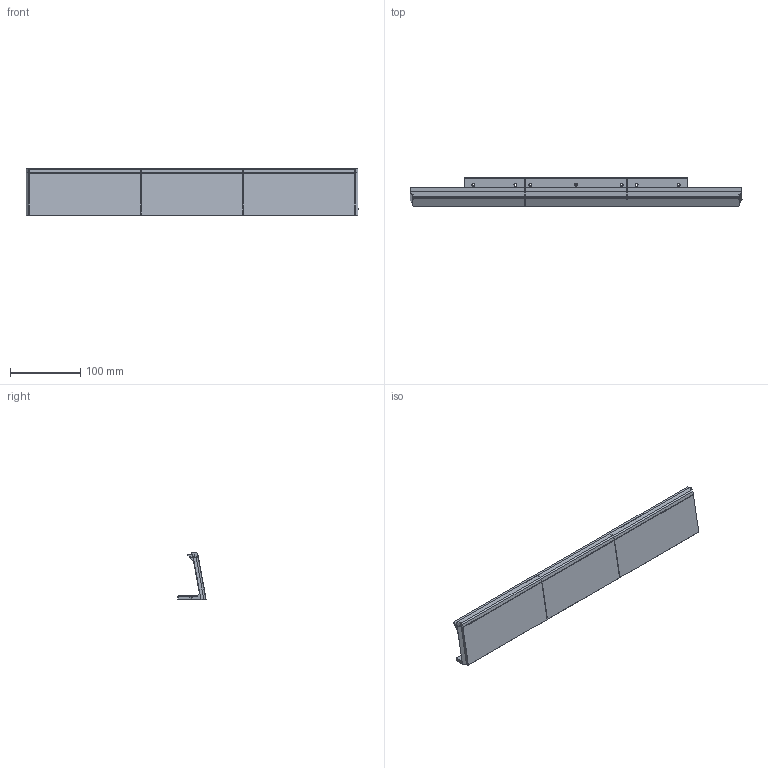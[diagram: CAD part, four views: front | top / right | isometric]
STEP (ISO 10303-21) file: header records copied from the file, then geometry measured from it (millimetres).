
FILE_DESCRIPTION(/* description */ (''),/* implementation_level */ '2;1');
FILE_NAME(/* name */ '350BlankSkirts.step',/* time_stamp */ '2021-08-19T07:46:14-04:00',/* author */ (''),/* organization */ (''),/* preprocessor_version */ 'ST-DEVELOPER v18.1',/* originating_system */ 'Autodesk Translation Framework v10.9.0.1377',/* authorisation */ '');
FILE_SCHEMA (('AUTOMOTIVE_DESIGN { 1 0 10303 214 3 1 1 }'));
Length unit declared in the file: millimetre
Products named in the file (10): 350BlankSkirts; 350SideSkirtBlank; SideSkirt; SideSkirtAccent; CenterSkirtBlank; CenterSkirt; CenterSkirtAccent; 350SideSkirtBlank(Mirror); SideSkirt (1); SideSkirtAccent (1)
Assembly tree (9 placements, depth 3):
  350BlankSkirts
    350SideSkirtBlank
      SideSkirt
      SideSkirtAccent
    CenterSkirtBlank
      CenterSkirt
      CenterSkirtAccent
    350SideSkirtBlank(Mirror)
      SideSkirt (1)
      SideSkirtAccent (1)
Bounding box: 473.19 x 40.11 x 67 mm (x, y, z)
Volume: 330990.9 mm3; surface area: 115034.8 mm2
Topology: 6 solids, 6 shells, 329 faces, 752 edges, 453 vertices
Faces by surface type: plane 257, cone 45, cylinder 27
Full cylindrical faces by diameter (mm): 3.4 x7, 4.5 x18
Entity records: 9280 total; most frequent: CARTESIAN_POINT 1553, DIRECTION 1547, ORIENTED_EDGE 1504, EDGE_CURVE 752, LINE 653, VECTOR 653, VERTEX_POINT 453, AXIS2_PLACEMENT_3D 447
